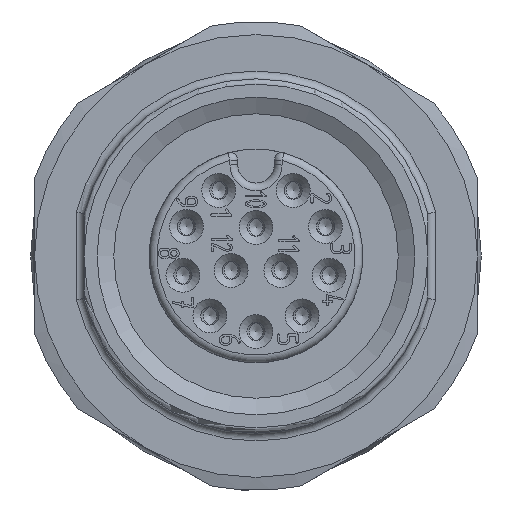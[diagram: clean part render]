
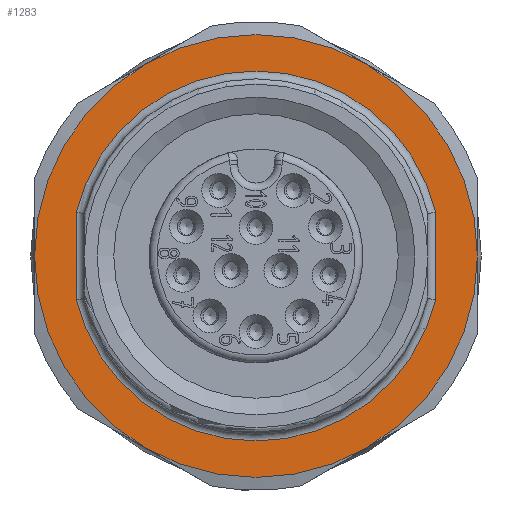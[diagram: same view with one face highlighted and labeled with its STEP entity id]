
A CAD part, left-side view. The second image highlights one B-rep face of the part: STEP entity #1283.
In plain terms, the highlighted planar face has unit normal (-1, 0, 0).
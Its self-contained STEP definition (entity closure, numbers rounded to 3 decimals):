
#221=LINE('',#8423,#478);
#222=LINE('',#8427,#479);
#478=VECTOR('',#6382,1.);
#479=VECTOR('',#6385,1.);
#791=PLANE('',#5717);
#1283=ADVANCED_FACE('',(#1868,#1869),#791,.T.);
#1706=CIRCLE('',#5686,8.5);
#1709=CIRCLE('',#5691,8.5);
#1712=CIRCLE('',#5696,8.5);
#1715=CIRCLE('',#5701,8.5);
#1718=CIRCLE('',#5706,8.5);
#1723=CIRCLE('',#5714,7.1);
#1724=CIRCLE('',#5715,7.1);
#1725=CIRCLE('',#5716,8.5);
#1868=FACE_BOUND('',#2078,.T.);
#1869=FACE_BOUND('',#2079,.T.);
#2078=EDGE_LOOP('',(#2992,#2993,#2994,#2995));
#2079=EDGE_LOOP('',(#2996,#2997,#2998,#2999,#3000,#3001));
#2992=ORIENTED_EDGE('',*,*,#4945,.T.);
#2993=ORIENTED_EDGE('',*,*,#4946,.T.);
#2994=ORIENTED_EDGE('',*,*,#4947,.T.);
#2995=ORIENTED_EDGE('',*,*,#4948,.T.);
#2996=ORIENTED_EDGE('',*,*,#4932,.T.);
#2997=ORIENTED_EDGE('',*,*,#4949,.T.);
#2998=ORIENTED_EDGE('',*,*,#4904,.T.);
#2999=ORIENTED_EDGE('',*,*,#4911,.T.);
#3000=ORIENTED_EDGE('',*,*,#4918,.T.);
#3001=ORIENTED_EDGE('',*,*,#4925,.T.);
#4389=VERTEX_POINT('',#8311);
#4390=VERTEX_POINT('',#8316);
#4395=VERTEX_POINT('',#8336);
#4400=VERTEX_POINT('',#8356);
#4405=VERTEX_POINT('',#8376);
#4410=VERTEX_POINT('',#8396);
#4418=VERTEX_POINT('',#8421);
#4419=VERTEX_POINT('',#8422);
#4420=VERTEX_POINT('',#8424);
#4421=VERTEX_POINT('',#8426);
#4904=EDGE_CURVE('',#4389,#4390,#1706,.T.);
#4911=EDGE_CURVE('',#4390,#4395,#1709,.T.);
#4918=EDGE_CURVE('',#4395,#4400,#1712,.T.);
#4925=EDGE_CURVE('',#4400,#4405,#1715,.T.);
#4932=EDGE_CURVE('',#4405,#4410,#1718,.T.);
#4945=EDGE_CURVE('',#4418,#4419,#1723,.T.);
#4946=EDGE_CURVE('',#4419,#4420,#221,.T.);
#4947=EDGE_CURVE('',#4420,#4421,#1724,.T.);
#4948=EDGE_CURVE('',#4421,#4418,#222,.T.);
#4949=EDGE_CURVE('',#4410,#4389,#1725,.T.);
#5686=AXIS2_PLACEMENT_3D('',#8317,#6308,#6309);
#5691=AXIS2_PLACEMENT_3D('',#8337,#6320,#6321);
#5696=AXIS2_PLACEMENT_3D('',#8357,#6332,#6333);
#5701=AXIS2_PLACEMENT_3D('',#8377,#6344,#6345);
#5706=AXIS2_PLACEMENT_3D('',#8397,#6356,#6357);
#5714=AXIS2_PLACEMENT_3D('',#8420,#6380,#6381);
#5715=AXIS2_PLACEMENT_3D('',#8425,#6383,#6384);
#5716=AXIS2_PLACEMENT_3D('',#8428,#6386,#6387);
#5717=AXIS2_PLACEMENT_3D('',#8429,#6388,#6389);
#6308=DIRECTION('',(-1.,0.,0.));
#6309=DIRECTION('',(0.,0.,1.));
#6320=DIRECTION('',(-1.,0.,0.));
#6321=DIRECTION('',(0.,0.,1.));
#6332=DIRECTION('',(-1.,0.,0.));
#6333=DIRECTION('',(0.,0.,1.));
#6344=DIRECTION('',(-1.,0.,0.));
#6345=DIRECTION('',(0.,0.,1.));
#6356=DIRECTION('',(-1.,0.,0.));
#6357=DIRECTION('',(0.,0.,1.));
#6380=DIRECTION('',(1.,0.,0.));
#6381=DIRECTION('',(0.,0.,1.));
#6382=DIRECTION('',(0.,0.,1.));
#6383=DIRECTION('',(1.,0.,0.));
#6384=DIRECTION('',(0.,0.,1.));
#6385=DIRECTION('',(0.,0.,-1.));
#6386=DIRECTION('',(-1.,0.,0.));
#6387=DIRECTION('',(0.,0.,1.));
#6388=DIRECTION('',(-1.,0.,0.));
#6389=DIRECTION('',(0.,0.,1.));
#8311=CARTESIAN_POINT('',(8.,4.25,-7.361));
#8316=CARTESIAN_POINT('',(8.,-4.25,-7.361));
#8317=CARTESIAN_POINT('',(8.,0.,0.));
#8336=CARTESIAN_POINT('',(8.,-8.5,0.));
#8337=CARTESIAN_POINT('',(8.,0.,0.));
#8356=CARTESIAN_POINT('',(8.,-4.25,7.361));
#8357=CARTESIAN_POINT('',(8.,0.,0.));
#8376=CARTESIAN_POINT('',(8.,4.25,7.361));
#8377=CARTESIAN_POINT('',(8.,0.,0.));
#8396=CARTESIAN_POINT('',(8.,8.5,0.));
#8397=CARTESIAN_POINT('',(8.,0.,0.));
#8420=CARTESIAN_POINT('',(8.,0.,0.));
#8421=CARTESIAN_POINT('',(8.,-6.9,-1.673));
#8422=CARTESIAN_POINT('',(8.,6.9,-1.673));
#8423=CARTESIAN_POINT('',(8.,6.9,0.));
#8424=CARTESIAN_POINT('',(8.,6.9,1.673));
#8425=CARTESIAN_POINT('',(8.,0.,0.));
#8426=CARTESIAN_POINT('',(8.,-6.9,1.673));
#8427=CARTESIAN_POINT('',(8.,-6.9,0.));
#8428=CARTESIAN_POINT('',(8.,0.,0.));
#8429=CARTESIAN_POINT('',(8.,0.,0.));
